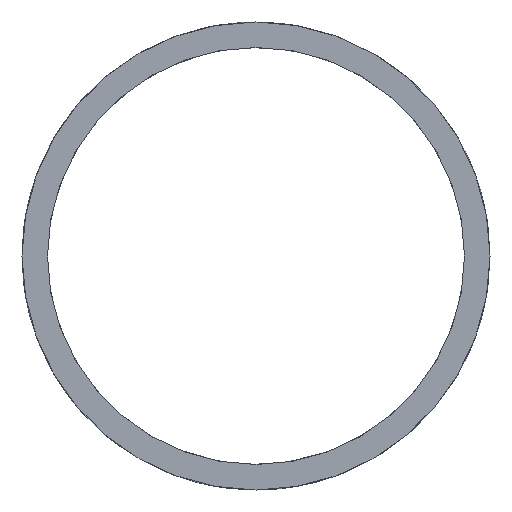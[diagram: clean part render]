
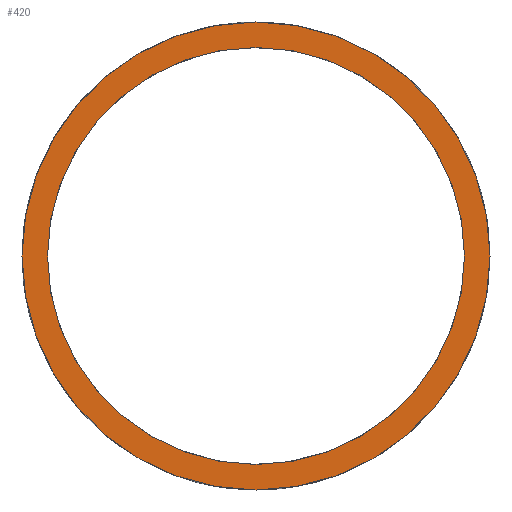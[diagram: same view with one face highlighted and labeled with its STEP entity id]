
A CAD part, front view. The second image highlights one B-rep face of the part: STEP entity #420.
In plain terms, the highlighted planar face has unit normal (0, -1, 0).
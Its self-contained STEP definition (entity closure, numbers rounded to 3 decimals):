
#16=FACE_BOUND('',#60,.T.);
#19=CIRCLE('',#487,11.);
#20=CIRCLE('',#488,9.8);
#36=FACE_OUTER_BOUND('',#59,.T.);
#59=EDGE_LOOP('',(#307));
#60=EDGE_LOOP('',(#308));
#167=VERTEX_POINT('',#726);
#168=VERTEX_POINT('',#728);
#217=EDGE_CURVE('',#167,#167,#19,.T.);
#218=EDGE_CURVE('',#168,#168,#20,.T.);
#307=ORIENTED_EDGE('',*,*,#217,.F.);
#308=ORIENTED_EDGE('',*,*,#218,.F.);
#376=PLANE('',#486);
#420=ADVANCED_FACE('',(#36,#16),#376,.F.);
#486=AXIS2_PLACEMENT_3D('',#725,#591,#592);
#487=AXIS2_PLACEMENT_3D('',#727,#593,#594);
#488=AXIS2_PLACEMENT_3D('',#729,#595,#596);
#591=DIRECTION('center_axis',(0.,1.,0.));
#592=DIRECTION('ref_axis',(0.,0.,1.));
#593=DIRECTION('center_axis',(0.,1.,0.));
#594=DIRECTION('ref_axis',(-1.,0.,0.));
#595=DIRECTION('center_axis',(0.,-1.,0.));
#596=DIRECTION('ref_axis',(1.,0.,0.));
#725=CARTESIAN_POINT('Origin',(0.,0.,0.));
#726=CARTESIAN_POINT('',(11.,0.,0.));
#727=CARTESIAN_POINT('Origin',(0.,0.,0.));
#728=CARTESIAN_POINT('',(-9.8,0.,0.));
#729=CARTESIAN_POINT('Origin',(0.,0.,0.));
